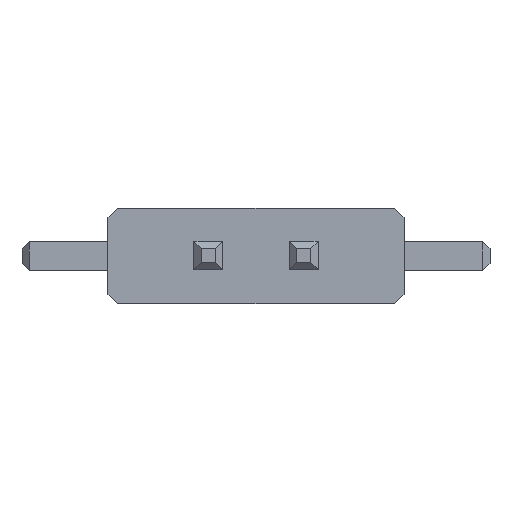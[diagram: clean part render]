
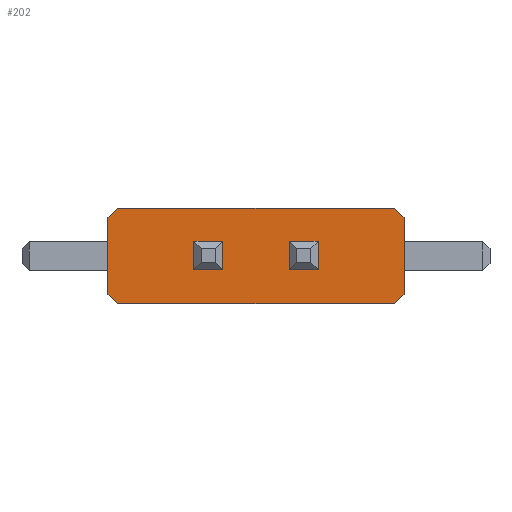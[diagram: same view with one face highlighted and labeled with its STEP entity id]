
A CAD part, top view. The second image highlights one B-rep face of the part: STEP entity #202.
In plain terms, the highlighted planar face has unit normal (0, 0, 1).
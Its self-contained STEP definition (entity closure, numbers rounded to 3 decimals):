
#24=VERTEX_POINT('',#25);
#25=CARTESIAN_POINT('',(-1.45,0.5,1.6));
#28=ORIENTED_EDGE('',*,*,#29,.T.);
#29=EDGE_CURVE('',#24,#30,#32,.T.);
#30=VERTEX_POINT('',#31);
#31=CARTESIAN_POINT('',(-1.55,0.4,1.6));
#32=LINE('',#25,#33);
#33=VECTOR('',#34,1.);
#34=DIRECTION('',(-0.707,-0.707,0.));
#45=DIRECTION('',(0.707,-0.707,0.));
#50=ORIENTED_EDGE('',*,*,#51,.T.);
#51=EDGE_CURVE('',#30,#52,#54,.T.);
#52=VERTEX_POINT('',#53);
#53=CARTESIAN_POINT('',(-1.55,-0.4,1.6));
#54=LINE('',#31,#55);
#55=VECTOR('',#56,1.);
#56=DIRECTION('',(0.,-1.,0.));
#67=DIRECTION('',(1.,0.,0.));
#72=ORIENTED_EDGE('',*,*,#73,.T.);
#73=EDGE_CURVE('',#52,#74,#76,.T.);
#74=VERTEX_POINT('',#75);
#75=CARTESIAN_POINT('',(-1.45,-0.5,1.6));
#76=LINE('',#53,#77);
#77=VECTOR('',#45,1.);
#88=DIRECTION('',(0.707,0.707,0.));
#93=ORIENTED_EDGE('',*,*,#94,.T.);
#94=EDGE_CURVE('',#74,#95,#97,.T.);
#95=VERTEX_POINT('',#96);
#96=CARTESIAN_POINT('',(1.45,-0.5,1.6));
#97=LINE('',#75,#98);
#98=VECTOR('',#67,1.);
#109=DIRECTION('',(0.,1.,0.));
#114=ORIENTED_EDGE('',*,*,#115,.T.);
#115=EDGE_CURVE('',#95,#116,#118,.T.);
#116=VERTEX_POINT('',#117);
#117=CARTESIAN_POINT('',(1.55,-0.4,1.6));
#118=LINE('',#96,#119);
#119=VECTOR('',#88,1.);
#130=DIRECTION('',(-0.707,0.707,0.));
#135=ORIENTED_EDGE('',*,*,#136,.T.);
#136=EDGE_CURVE('',#116,#137,#139,.T.);
#137=VERTEX_POINT('',#138);
#138=CARTESIAN_POINT('',(1.55,0.4,1.6));
#139=LINE('',#117,#140);
#140=VECTOR('',#109,1.);
#151=DIRECTION('',(-1.,0.,0.));
#156=ORIENTED_EDGE('',*,*,#157,.T.);
#157=EDGE_CURVE('',#137,#158,#160,.T.);
#158=VERTEX_POINT('',#159);
#159=CARTESIAN_POINT('',(1.45,0.5,1.6));
#160=LINE('',#138,#161);
#161=VECTOR('',#130,1.);
#176=ORIENTED_EDGE('',*,*,#177,.T.);
#177=EDGE_CURVE('',#158,#24,#178,.T.);
#178=LINE('',#159,#179);
#179=VECTOR('',#151,1.);
#200=DIRECTION('',(0.,0.,1.));
#201=DIRECTION('',(1.,0.,0.));
#202=ADVANCED_FACE('',(#203),#205,.T.);
#203=FACE_BOUND('',#204,.T.);
#204=EDGE_LOOP('',(#28,#50,#72,#93,#114,#135,#156,#176));
#205=PLANE('',#206);
#206=AXIS2_PLACEMENT_3D('',#207,#200,#201);
#207=CARTESIAN_POINT('',(0.,0.,1.6));
